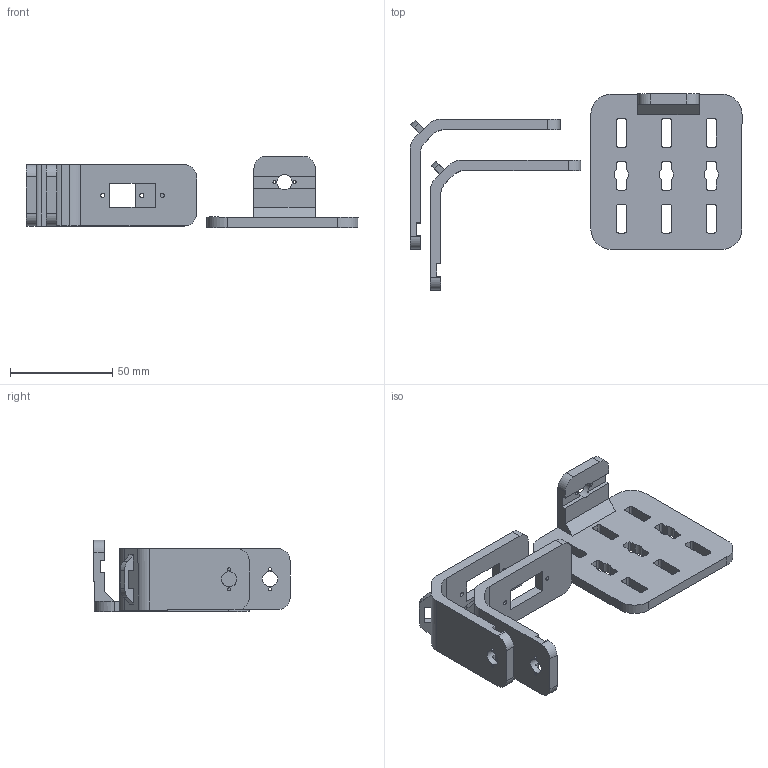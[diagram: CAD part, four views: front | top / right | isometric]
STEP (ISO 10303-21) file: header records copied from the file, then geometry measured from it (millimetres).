
FILE_DESCRIPTION(/* description */ ('STEP AP214'),/* implementation_level */ '2;1');
FILE_NAME(/* name */ 'DIY Gimbal zamba 2.0 -Bases v1.step',/* time_stamp */ '2025-11-17T21:10:56-03:00',/* author */ (''),/* organization */ (''),/* preprocessor_version */ 'ST-DEVELOPER v20.1',/* originating_system */ 'Autodesk Translation Framework v14.17.0.0',/* authorisation */ '');
FILE_SCHEMA (('AUTOMOTIVE_DESIGN { 1 0 10303 214 3 1 1 }'));
Length unit declared in the file: millimetre
Products named in the file (3): Self balancing platform; Top platform; Base 03 - Pitch servo
Assembly tree (3 placements, depth 2):
  Self balancing platform
    Base 03 - Pitch servo  x2
    Top platform
Bounding box: 162.52 x 96.04 x 35.1 mm (x, y, z)
Volume: 63038 mm3; surface area: 33313.7 mm2
Topology: 3 solids, 3 shells, 200 faces, 591 edges, 394 vertices
Faces by surface type: plane 118, cylinder 82
Full cylindrical faces by diameter (mm): 1.5 x5, 2 x4, 7.5 x3
Entity records: 5424 total; most frequent: CARTESIAN_POINT 932, DIRECTION 928, ORIENTED_EDGE 924, EDGE_CURVE 462, LINE 320, VECTOR 320, VERTEX_POINT 308, AXIS2_PLACEMENT_3D 304
